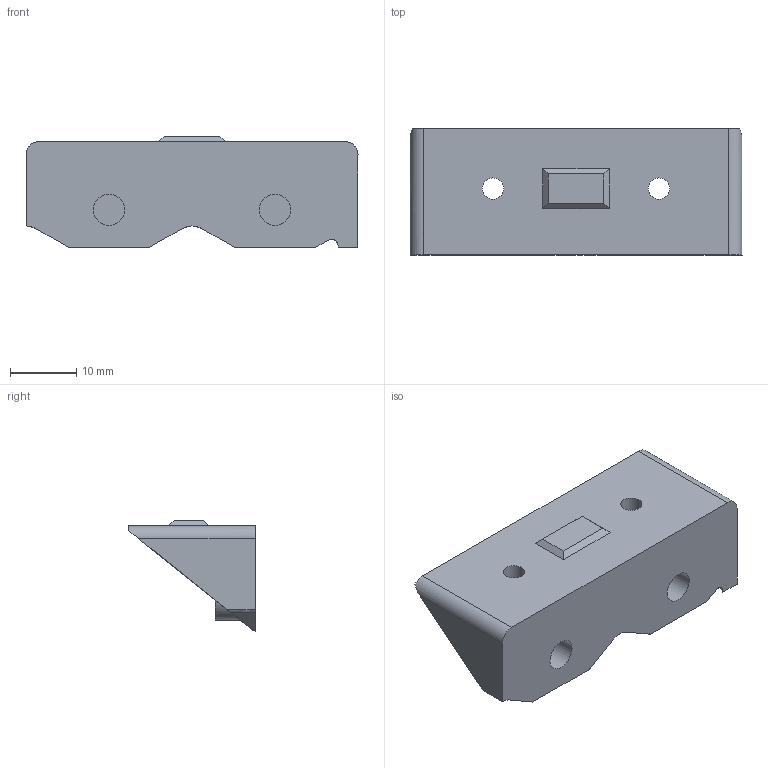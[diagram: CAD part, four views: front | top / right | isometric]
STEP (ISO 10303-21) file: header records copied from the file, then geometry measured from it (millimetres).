
FILE_DESCRIPTION(/* description */ (''),/* implementation_level */ '2;1');
FILE_NAME(/* name */ 'bracket_250mm_V2 (2x).step',/* time_stamp */ '2024-08-06T07:55:03-05:00',/* author */ (''),/* organization */ (''),/* preprocessor_version */ 'ST-DEVELOPER v20',/* originating_system */ 'Autodesk Translation Framework v13.14.0.145',/* authorisation */ '');
FILE_SCHEMA (('AUTOMOTIVE_DESIGN { 1 0 10303 214 3 1 1 }'));
Length unit declared in the file: millimetre
Products named in the file (1): bracket_250mm (2x)
Bounding box: 50 x 19 x 16.8 mm (x, y, z)
Volume: 7510.5 mm3; surface area: 3602.4 mm2
Topology: 1 solids, 1 shells, 36 faces, 81 edges, 54 vertices
Faces by surface type: plane 22, cylinder 10, bspline 4
Full cylindrical faces by diameter (mm): 3.2 x2, 4.7 x2, 6 x2
Entity records: 1285 total; most frequent: CARTESIAN_POINT 441, ORIENTED_EDGE 162, DIRECTION 159, EDGE_CURVE 81, AXIS2_PLACEMENT_3D 55, VERTEX_POINT 54, LINE 49, VECTOR 49
